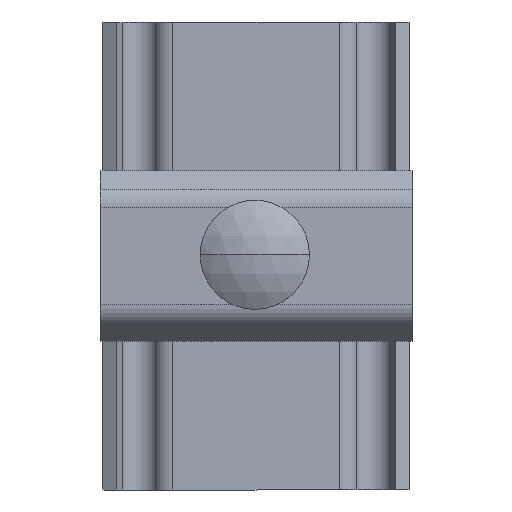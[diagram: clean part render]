
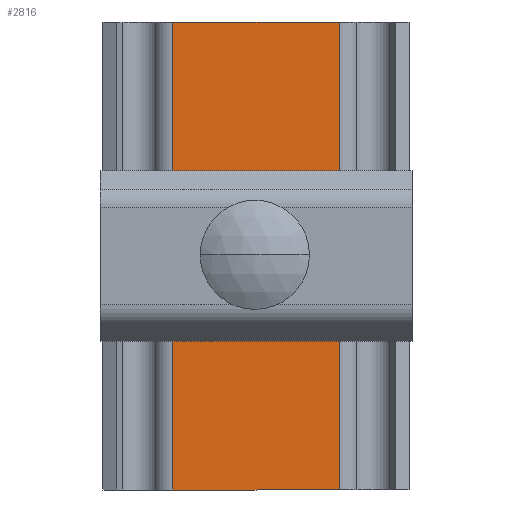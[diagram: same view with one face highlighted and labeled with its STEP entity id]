
A CAD part, front view. The second image highlights one B-rep face of the part: STEP entity #2816.
In plain terms, the highlighted planar face has unit normal (0, -1, 0).
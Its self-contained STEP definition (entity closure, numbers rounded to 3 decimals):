
#15 = CARTESIAN_POINT ( 'NONE',  ( -12.5, 0., 30. ) ) ;
#241 = DIRECTION ( 'NONE',  ( 0., 1., 0. ) ) ;
#321 = DIRECTION ( 'NONE',  ( 0., 1., 0. ) ) ;
#380 = ORIENTED_EDGE ( 'NONE', *, *, #2423, .T. ) ;
#447 = VECTOR ( 'NONE', #916, 1000. ) ;
#491 = FACE_OUTER_BOUND ( 'NONE', #1224, .T. ) ;
#504 = EDGE_CURVE ( 'NONE', #895, #1628, #591, .T. ) ;
#591 = LINE ( 'NONE', #15, #1260 ) ;
#619 = LINE ( 'NONE', #1681, #1294 ) ;
#659 = CARTESIAN_POINT ( 'NONE',  ( 10.67, 0., 30. ) ) ;
#737 = PLANE ( 'NONE',  #798 ) ;
#752 = DIRECTION ( 'NONE',  ( 0., 0., -1. ) ) ;
#792 = ORIENTED_EDGE ( 'NONE', *, *, #2914, .F. ) ;
#798 = AXIS2_PLACEMENT_3D ( 'NONE', #1522, #2281, #752 ) ;
#861 = VECTOR ( 'NONE', #2398, 1000. ) ;
#895 = VERTEX_POINT ( 'NONE', #2846 ) ;
#901 = VERTEX_POINT ( 'NONE', #1044 ) ;
#916 = DIRECTION ( 'NONE',  ( 0., 0., -1. ) ) ;
#992 = EDGE_CURVE ( 'NONE', #1628, #1567, #1553, .T. ) ;
#1044 = CARTESIAN_POINT ( 'NONE',  ( 0., 0., -3.75 ) ) ;
#1052 = ORIENTED_EDGE ( 'NONE', *, *, #1122, .F. ) ;
#1068 = ORIENTED_EDGE ( 'NONE', *, *, #504, .T. ) ;
#1122 = EDGE_CURVE ( 'NONE', #895, #1383, #3256, .T. ) ;
#1224 = EDGE_LOOP ( 'NONE', ( #792, #1052, #1068, #1469 ) ) ;
#1260 = VECTOR ( 'NONE', #1808, 1000. ) ;
#1294 = VECTOR ( 'NONE', #2185, 1000. ) ;
#1383 = VERTEX_POINT ( 'NONE', #2930 ) ;
#1424 = CIRCLE ( 'NONE', #1779, 3.75 ) ;
#1469 = ORIENTED_EDGE ( 'NONE', *, *, #992, .T. ) ;
#1522 = CARTESIAN_POINT ( 'NONE',  ( -12.5, 0., 30. ) ) ;
#1553 = LINE ( 'NONE', #1651, #861 ) ;
#1567 = VERTEX_POINT ( 'NONE', #2785 ) ;
#1628 = VERTEX_POINT ( 'NONE', #1788 ) ;
#1651 = CARTESIAN_POINT ( 'NONE',  ( -10.67, 0., 30. ) ) ;
#1681 = CARTESIAN_POINT ( 'NONE',  ( -12.5, 0., -30. ) ) ;
#1730 = EDGE_LOOP ( 'NONE', ( #2300, #380 ) ) ;
#1757 = AXIS2_PLACEMENT_3D ( 'NONE', #1782, #241, #2028 ) ;
#1779 = AXIS2_PLACEMENT_3D ( 'NONE', #1852, #321, #2117 ) ;
#1782 = CARTESIAN_POINT ( 'NONE',  ( 0., 0., 0. ) ) ;
#1788 = CARTESIAN_POINT ( 'NONE',  ( -10.67, 0., 30. ) ) ;
#1808 = DIRECTION ( 'NONE',  ( -1., 0., 0. ) ) ;
#1822 = VERTEX_POINT ( 'NONE', #3140 ) ;
#1852 = CARTESIAN_POINT ( 'NONE',  ( 0., 0., 0. ) ) ;
#2028 = DIRECTION ( 'NONE',  ( 0., 0., 1. ) ) ;
#2117 = DIRECTION ( 'NONE',  ( 0., 0., 1. ) ) ;
#2185 = DIRECTION ( 'NONE',  ( -1., 0., 0. ) ) ;
#2281 = DIRECTION ( 'NONE',  ( 0., -1., 0. ) ) ;
#2300 = ORIENTED_EDGE ( 'NONE', *, *, #3123, .T. ) ;
#2398 = DIRECTION ( 'NONE',  ( 0., 0., -1. ) ) ;
#2423 = EDGE_CURVE ( 'NONE', #901, #1822, #1424, .T. ) ;
#2528 = FACE_BOUND ( 'NONE', #1730, .T. ) ;
#2603 = CIRCLE ( 'NONE', #1757, 3.75 ) ;
#2785 = CARTESIAN_POINT ( 'NONE',  ( -10.67, 0., -30. ) ) ;
#2816 = ADVANCED_FACE ( 'NONE', ( #2528, #491 ), #737, .T. ) ;
#2846 = CARTESIAN_POINT ( 'NONE',  ( 10.67, 0., 30. ) ) ;
#2914 = EDGE_CURVE ( 'NONE', #1383, #1567, #619, .T. ) ;
#2930 = CARTESIAN_POINT ( 'NONE',  ( 10.67, 0., -30. ) ) ;
#3123 = EDGE_CURVE ( 'NONE', #1822, #901, #2603, .T. ) ;
#3140 = CARTESIAN_POINT ( 'NONE',  ( 0., 0., 3.75 ) ) ;
#3256 = LINE ( 'NONE', #659, #447 ) ;
